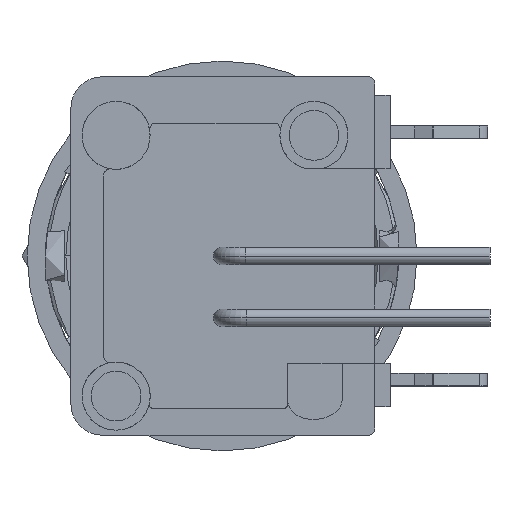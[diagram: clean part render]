
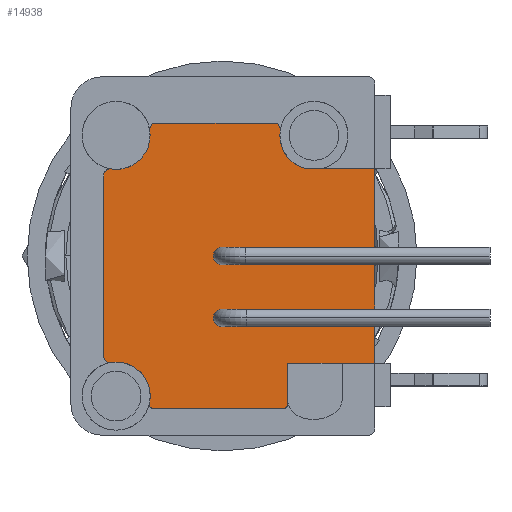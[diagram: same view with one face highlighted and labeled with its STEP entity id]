
A CAD part, left-side view. The second image highlights one B-rep face of the part: STEP entity #14938.
In plain terms, the highlighted planar face has unit normal (-1, 0, 0).
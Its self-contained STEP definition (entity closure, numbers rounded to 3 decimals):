
#4432=DIRECTION('',(0.,0.,1.));
#4433=VECTOR('',#4432,7.991);
#4434=CARTESIAN_POINT('',(-5.106,-6.26,-4.4));
#4435=LINE('',#4434,#4433);
#4629=CARTESIAN_POINT('',(-5.106,2.844,-6.1));
#4630=DIRECTION('',(-1.,0.,0.));
#4631=DIRECTION('',(0.,0.974,0.226));
#4632=AXIS2_PLACEMENT_3D('',#4629,#4630,#4631);
#4634=CARTESIAN_POINT('',(-5.106,4.351,-5.75));
#4635=DIRECTION('',(1.,0.,0.));
#4636=DIRECTION('',(0.,0.152,0.988));
#4637=AXIS2_PLACEMENT_3D('',#4634,#4635,#4636);
#4639=CARTESIAN_POINT('',(-5.106,4.601,-4.122));
#4640=DIRECTION('',(-1.,0.,0.));
#4641=DIRECTION('',(0.,1.,0.));
#4642=AXIS2_PLACEMENT_3D('',#4639,#4640,#4641);
#4644=DIRECTION('',(0.,0.,-1.));
#4645=VECTOR('',#4644,7.446);
#4646=CARTESIAN_POINT('',(-5.106,4.851,3.324));
#4647=LINE('',#4646,#4645);
#4648=CARTESIAN_POINT('',(-5.106,4.601,3.324));
#4649=DIRECTION('',(-1.,0.,0.));
#4650=DIRECTION('',(0.,-0.152,0.988));
#4651=AXIS2_PLACEMENT_3D('',#4648,#4649,#4650);
#4653=CARTESIAN_POINT('',(-5.106,4.351,4.95));
#4654=DIRECTION('',(1.,0.,0.));
#4655=DIRECTION('',(0.,-0.988,0.152));
#4656=AXIS2_PLACEMENT_3D('',#4653,#4654,#4655);
#4658=CARTESIAN_POINT('',(-5.106,2.725,5.2));
#4659=DIRECTION('',(-1.,0.,0.));
#4660=DIRECTION('',(0.,0.,1.));
#4661=AXIS2_PLACEMENT_3D('',#4658,#4659,#4660);
#4663=DIRECTION('',(0.,1.,0.));
#4664=VECTOR('',#4663,4.866);
#4665=CARTESIAN_POINT('',(-5.106,-2.141,5.45));
#4666=LINE('',#4665,#4664);
#4667=CARTESIAN_POINT('',(-5.106,-2.141,5.2));
#4668=DIRECTION('',(-1.,0.,0.));
#4669=DIRECTION('',(0.,-0.988,-0.152));
#4670=AXIS2_PLACEMENT_3D('',#4667,#4668,#4669);
#4672=CARTESIAN_POINT('',(-5.106,-3.769,4.95));
#4673=DIRECTION('',(1.,0.,0.));
#4674=DIRECTION('',(0.,0.231,-0.973));
#4675=AXIS2_PLACEMENT_3D('',#4672,#4673,#4674);
#4677=DIRECTION('',(0.,1.,0.));
#4678=VECTOR('',#4677,2.814);
#4679=CARTESIAN_POINT('',(-5.106,-6.26,3.591));
#4680=LINE('',#4679,#4678);
#4681=DIRECTION('',(0.,-1.,0.));
#4682=VECTOR('',#4681,3.572);
#4683=CARTESIAN_POINT('',(-5.106,-2.688,-4.4));
#4684=LINE('',#4683,#4682);
#4685=DIRECTION('',(0.,0.,1.));
#4686=VECTOR('',#4685,1.7);
#4687=CARTESIAN_POINT('',(-5.106,-2.688,-6.1));
#4688=LINE('',#4687,#4686);
#4689=CARTESIAN_POINT('',(-5.106,-2.538,-6.1));
#4690=DIRECTION('',(-1.,0.,0.));
#4691=DIRECTION('',(0.,0.,-1.));
#4692=AXIS2_PLACEMENT_3D('',#4689,#4690,#4691);
#4694=DIRECTION('',(0.,-1.,0.));
#4695=VECTOR('',#4694,5.382);
#4696=CARTESIAN_POINT('',(-5.106,2.844,-6.25));
#4697=LINE('',#4696,#4695);
#4698=CARTESIAN_POINT('',(-5.106,0.,0.));
#4699=DIRECTION('',(-1.,0.,0.));
#4700=DIRECTION('',(0.,-1.,0.));
#4701=AXIS2_PLACEMENT_3D('',#4698,#4699,#4700);
#4703=CARTESIAN_POINT('',(-5.106,0.,0.));
#4704=DIRECTION('',(-1.,0.,0.));
#4705=DIRECTION('',(0.,1.,0.));
#4706=AXIS2_PLACEMENT_3D('',#4703,#4704,#4705);
#4708=CARTESIAN_POINT('',(-5.106,0.,-2.54));
#4709=DIRECTION('',(-1.,0.,0.));
#4710=DIRECTION('',(0.,-1.,0.));
#4711=AXIS2_PLACEMENT_3D('',#4708,#4709,#4710);
#4713=CARTESIAN_POINT('',(-5.106,0.,-2.54));
#4714=DIRECTION('',(-1.,0.,0.));
#4715=DIRECTION('',(0.,1.,0.));
#4716=AXIS2_PLACEMENT_3D('',#4713,#4714,#4715);
#8289=CARTESIAN_POINT('',(-5.106,-2.688,-4.4));
#8290=VERTEX_POINT('',#8289);
#8376=CARTESIAN_POINT('',(-5.106,-3.446,3.591));
#8377=VERTEX_POINT('',#8376);
#8382=CARTESIAN_POINT('',(-5.106,-6.26,-4.4));
#8383=VERTEX_POINT('',#8382);
#8384=CARTESIAN_POINT('',(-5.106,-6.26,3.591));
#8385=VERTEX_POINT('',#8384);
#8472=CARTESIAN_POINT('',(-5.106,2.99,-6.066));
#8473=CARTESIAN_POINT('',(-5.106,2.844,-6.25));
#8474=VERTEX_POINT('',#8472);
#8475=VERTEX_POINT('',#8473);
#8480=CARTESIAN_POINT('',(-5.106,4.851,-4.122));
#8481=CARTESIAN_POINT('',(-5.106,4.563,-4.369));
#8482=VERTEX_POINT('',#8480);
#8483=VERTEX_POINT('',#8481);
#8488=CARTESIAN_POINT('',(-5.106,4.563,3.571));
#8489=CARTESIAN_POINT('',(-5.106,4.851,3.324));
#8490=VERTEX_POINT('',#8488);
#8491=VERTEX_POINT('',#8489);
#8496=CARTESIAN_POINT('',(-5.106,2.725,5.45));
#8497=CARTESIAN_POINT('',(-5.106,2.972,5.162));
#8498=VERTEX_POINT('',#8496);
#8499=VERTEX_POINT('',#8497);
#8504=CARTESIAN_POINT('',(-5.106,-2.538,-6.25));
#8505=CARTESIAN_POINT('',(-5.106,-2.688,-6.1));
#8506=VERTEX_POINT('',#8504);
#8507=VERTEX_POINT('',#8505);
#8510=CARTESIAN_POINT('',(-5.106,-2.388,5.162));
#8511=VERTEX_POINT('',#8510);
#8512=CARTESIAN_POINT('',(-5.106,-2.141,5.45));
#8513=VERTEX_POINT('',#8512);
#8817=CARTESIAN_POINT('',(-5.106,-0.36,0.));
#8818=CARTESIAN_POINT('',(-5.106,0.36,0.));
#8819=VERTEX_POINT('',#8817);
#8820=VERTEX_POINT('',#8818);
#8821=CARTESIAN_POINT('',(-5.106,-0.36,-2.54));
#8822=CARTESIAN_POINT('',(-5.106,0.36,-2.54));
#8823=VERTEX_POINT('',#8821);
#8824=VERTEX_POINT('',#8822);
#14892=CARTESIAN_POINT('',(-5.106,0.,0.));
#14893=DIRECTION('',(-1.,0.,0.));
#14894=DIRECTION('',(0.,0.,1.));
#14895=AXIS2_PLACEMENT_3D('',#14892,#14893,#14894);
#14896=PLANE('',#14895);
#14897=ORIENTED_EDGE('',*,*,#14883,.F.);
#14899=ORIENTED_EDGE('',*,*,#14898,.F.);
#14901=ORIENTED_EDGE('',*,*,#14900,.F.);
#14903=ORIENTED_EDGE('',*,*,#14902,.F.);
#14905=ORIENTED_EDGE('',*,*,#14904,.F.);
#14907=ORIENTED_EDGE('',*,*,#14906,.F.);
#14909=ORIENTED_EDGE('',*,*,#14908,.F.);
#14911=ORIENTED_EDGE('',*,*,#14910,.F.);
#14913=ORIENTED_EDGE('',*,*,#14912,.F.);
#14915=ORIENTED_EDGE('',*,*,#14914,.F.);
#14917=ORIENTED_EDGE('',*,*,#14916,.F.);
#14918=ORIENTED_EDGE('',*,*,#14658,.F.);
#14920=ORIENTED_EDGE('',*,*,#14919,.F.);
#14921=ORIENTED_EDGE('',*,*,#14842,.F.);
#14922=ORIENTED_EDGE('',*,*,#14859,.F.);
#14923=ORIENTED_EDGE('',*,*,#14871,.F.);
#14924=EDGE_LOOP('',(#14897,#14899,#14901,#14903,#14905,#14907,#14909,#14911,
#14913,#14915,#14917,#14918,#14920,#14921,#14922,#14923));
#14925=FACE_OUTER_BOUND('',#14924,.F.);
#14927=ORIENTED_EDGE('',*,*,#14926,.T.);
#14929=ORIENTED_EDGE('',*,*,#14928,.T.);
#14930=EDGE_LOOP('',(#14927,#14929));
#14931=FACE_BOUND('',#14930,.F.);
#14933=ORIENTED_EDGE('',*,*,#14932,.T.);
#14935=ORIENTED_EDGE('',*,*,#14934,.T.);
#14936=EDGE_LOOP('',(#14933,#14935));
#14937=FACE_BOUND('',#14936,.F.);
#14938=ADVANCED_FACE('',(#14925,#14931,#14937),#14896,.T.);
#4633=CIRCLE('',#4632,0.15);
#4638=CIRCLE('',#4637,1.397);
#4643=CIRCLE('',#4642,0.25);
#4652=CIRCLE('',#4651,0.25);
#4657=CIRCLE('',#4656,1.395);
#4662=CIRCLE('',#4661,0.25);
#4671=CIRCLE('',#4670,0.25);
#4676=CIRCLE('',#4675,1.397);
#4693=CIRCLE('',#4692,0.15);
#4702=CIRCLE('',#4701,0.36);
#4707=CIRCLE('',#4706,0.36);
#4712=CIRCLE('',#4711,0.36);
#4717=CIRCLE('',#4716,0.36);
#14658=EDGE_CURVE('',#8383,#8385,#4435,.T.);
#14842=EDGE_CURVE('',#8507,#8290,#4688,.T.);
#14859=EDGE_CURVE('',#8506,#8507,#4693,.T.);
#14871=EDGE_CURVE('',#8475,#8506,#4697,.T.);
#14883=EDGE_CURVE('',#8474,#8475,#4633,.T.);
#14898=EDGE_CURVE('',#8483,#8474,#4638,.T.);
#14900=EDGE_CURVE('',#8482,#8483,#4643,.T.);
#14902=EDGE_CURVE('',#8491,#8482,#4647,.T.);
#14904=EDGE_CURVE('',#8490,#8491,#4652,.T.);
#14906=EDGE_CURVE('',#8499,#8490,#4657,.T.);
#14908=EDGE_CURVE('',#8498,#8499,#4662,.T.);
#14910=EDGE_CURVE('',#8513,#8498,#4666,.T.);
#14912=EDGE_CURVE('',#8511,#8513,#4671,.T.);
#14914=EDGE_CURVE('',#8377,#8511,#4676,.T.);
#14916=EDGE_CURVE('',#8385,#8377,#4680,.T.);
#14919=EDGE_CURVE('',#8290,#8383,#4684,.T.);
#14926=EDGE_CURVE('',#8819,#8820,#4702,.T.);
#14928=EDGE_CURVE('',#8820,#8819,#4707,.T.);
#14932=EDGE_CURVE('',#8823,#8824,#4712,.T.);
#14934=EDGE_CURVE('',#8824,#8823,#4717,.T.);
